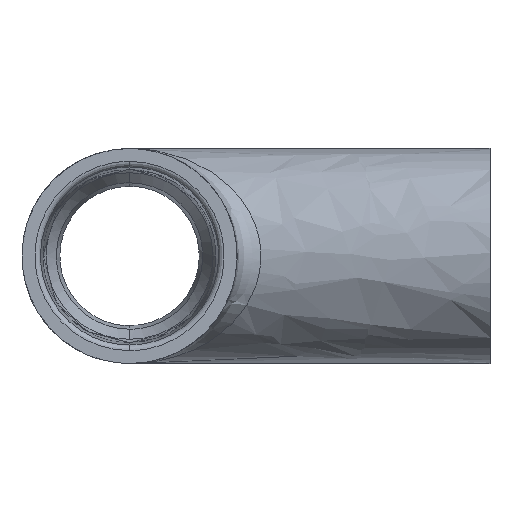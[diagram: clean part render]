
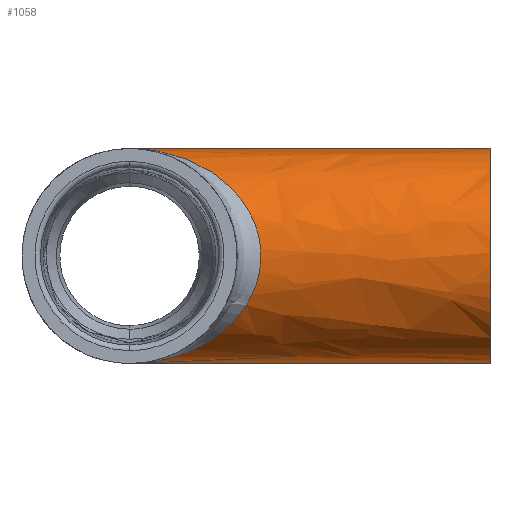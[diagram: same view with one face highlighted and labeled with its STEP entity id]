
A CAD part, left-side view. The second image highlights one B-rep face of the part: STEP entity #1058.
In plain terms, the highlighted free-form (B-spline) face has degree [2, 1] with [5, 2] control points.
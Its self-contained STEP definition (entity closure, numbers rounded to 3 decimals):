
#783 = VERTEX_POINT('',#784);
#784 = CARTESIAN_POINT('',(0.,50.527,15.072));
#790 = VERTEX_POINT('',#791);
#791 = CARTESIAN_POINT('',(0.,50.527,-15.072));
#998 = EDGE_CURVE('',#783,#999,#1001,.T.);
#999 = VERTEX_POINT('',#1000);
#1000 = CARTESIAN_POINT('',(0.,0.,15.072));
#1001 = B_SPLINE_CURVE_WITH_KNOTS('',1,(#1002,#1003),.UNSPECIFIED.,.F.,
  .F.,(2,2),(-45.256,-0.),.PIECEWISE_BEZIER_KNOTS.);
#1002 = CARTESIAN_POINT('',(0.,50.527,
    15.072));
#1003 = CARTESIAN_POINT('',(0.,0.,15.072));
#1006 = VERTEX_POINT('',#1007);
#1007 = CARTESIAN_POINT('',(0.,0.,-15.072));
#1015 = EDGE_CURVE('',#790,#1006,#1016,.T.);
#1016 = B_SPLINE_CURVE_WITH_KNOTS('',1,(#1017,#1018),.UNSPECIFIED.,.F.,
  .F.,(2,2),(-45.256,-0.),.PIECEWISE_BEZIER_KNOTS.);
#1017 = CARTESIAN_POINT('',(0.,50.527,-15.072));
#1018 = CARTESIAN_POINT('',(0.,0.,-15.072));
#1046 = EDGE_CURVE('',#999,#1006,#1047,.T.);
#1047 = ( BOUNDED_CURVE() B_SPLINE_CURVE(2,(#1048,#1049,#1050,#1051,
#1052),.UNSPECIFIED.,.F.,.F.) B_SPLINE_CURVE_WITH_KNOTS((3,2,3),(
    3.142,4.712,6.283),
.PIECEWISE_BEZIER_KNOTS.) CURVE() GEOMETRIC_REPRESENTATION_ITEM() 
RATIONAL_B_SPLINE_CURVE((1.,0.707,1.,0.707,1.)) 
REPRESENTATION_ITEM('') );
#1048 = CARTESIAN_POINT('',(0.,0.,15.072));
#1049 = CARTESIAN_POINT('',(-15.072,0.,15.072));
#1050 = CARTESIAN_POINT('',(-15.072,0.,0.));
#1051 = CARTESIAN_POINT('',(-15.072,0.,-15.072));
#1052 = CARTESIAN_POINT('',(0.,0.,-15.072));
#1058 = ADVANCED_FACE('',(#1059),#1071,.T.);
#1059 = FACE_BOUND('',#1060,.T.);
#1060 = EDGE_LOOP('',(#1061,#1062,#1069,#1070));
#1061 = ORIENTED_EDGE('',*,*,#998,.F.);
#1062 = ORIENTED_EDGE('',*,*,#1063,.T.);
#1063 = EDGE_CURVE('',#783,#790,#1064,.T.);
#1064 = ( BOUNDED_CURVE() B_SPLINE_CURVE(3,(#1065,#1066,#1067,#1068),
.UNSPECIFIED.,.F.,.F.) B_SPLINE_CURVE_WITH_KNOTS((4,4),(4.712,
7.854),.PIECEWISE_BEZIER_KNOTS.) CURVE() 
GEOMETRIC_REPRESENTATION_ITEM() RATIONAL_B_SPLINE_CURVE((1.,
0.333,0.333,1.)) REPRESENTATION_ITEM('') );
#1065 = CARTESIAN_POINT('',(0.,50.527,15.072));
#1066 = CARTESIAN_POINT('',(-30.144,13.684,
    15.072));
#1067 = CARTESIAN_POINT('',(-30.144,13.684,
    -15.072));
#1068 = CARTESIAN_POINT('',(0.,50.527,-15.072));
#1069 = ORIENTED_EDGE('',*,*,#1015,.T.);
#1070 = ORIENTED_EDGE('',*,*,#1046,.F.);
#1071 = ( BOUNDED_SURFACE() B_SPLINE_SURFACE(2,1,(
    (#1072,#1073)
    ,(#1074,#1075)
    ,(#1076,#1077)
    ,(#1078,#1079)
    ,(#1080,#1081
)),.UNSPECIFIED.,.F.,.F.,.F.) B_SPLINE_SURFACE_WITH_KNOTS((3,2,3),(2,2),
  (3.142,4.712,6.283),(-45.256,0.),
.PIECEWISE_BEZIER_KNOTS.) GEOMETRIC_REPRESENTATION_ITEM() 
RATIONAL_B_SPLINE_SURFACE((
    (1.,1.)
    ,(0.707,0.707)
    ,(1.,1.)
    ,(0.707,0.707)
,(1.,1.))) REPRESENTATION_ITEM('') SURFACE() );
#1072 = CARTESIAN_POINT('',(0.,50.527,
    15.072));
#1073 = CARTESIAN_POINT('',(0.,0.,15.072));
#1074 = CARTESIAN_POINT('',(-15.072,50.527,
    15.072));
#1075 = CARTESIAN_POINT('',(-15.072,0.,15.072));
#1076 = CARTESIAN_POINT('',(-15.072,50.527,
    0.));
#1077 = CARTESIAN_POINT('',(-15.072,0.,0.));
#1078 = CARTESIAN_POINT('',(-15.072,50.527,
    -15.072));
#1079 = CARTESIAN_POINT('',(-15.072,0.,-15.072));
#1080 = CARTESIAN_POINT('',(0.,50.527,
    -15.072));
#1081 = CARTESIAN_POINT('',(0.,0.,-15.072));
